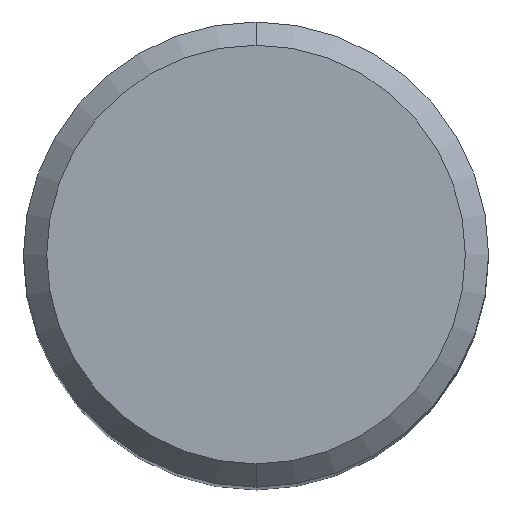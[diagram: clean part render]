
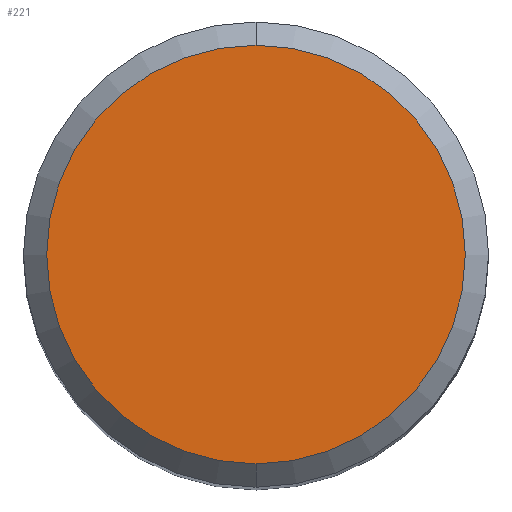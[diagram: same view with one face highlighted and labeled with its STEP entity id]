
A CAD part, top view. The second image highlights one B-rep face of the part: STEP entity #221.
In plain terms, the highlighted planar face has unit normal (0, 0, 1).
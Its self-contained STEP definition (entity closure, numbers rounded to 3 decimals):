
#115=VERTEX_POINT('',#269);
#153=VERTEX_POINT('',#308);
#165=EDGE_CURVE('',#153,#115,#324,.T.);
#179=EDGE_CURVE('',#115,#153,#339,.T.);
#221=ADVANCED_FACE('',(#387),#388,.T.);
#269=CARTESIAN_POINT('',(0.,-5.4,0.));
#308=CARTESIAN_POINT('',(0.0,5.4,0.));
#324=CIRCLE('',#508,5.4);
#339=CIRCLE('',#527,5.4);
#387=FACE_OUTER_BOUND('',#588,.T.);
#388=PLANE('',#589);
#508=AXIS2_PLACEMENT_3D('',#691,#692,#693);
#527=AXIS2_PLACEMENT_3D('',#706,#707,#708);
#588=EDGE_LOOP('',(#774,#775));
#589=AXIS2_PLACEMENT_3D('',#776,#777,#778);
#691=CARTESIAN_POINT('',(0.0,0.0,0.));
#692=DIRECTION('',(0.0,0.0,-1.0));
#693=DIRECTION('',(0.0,1.0,0.0));
#706=CARTESIAN_POINT('',(0.0,0.0,0.));
#707=DIRECTION('',(0.0,0.0,-1.0));
#708=DIRECTION('',(0.0,1.0,0.0));
#774=ORIENTED_EDGE('',*,*,#165,.F.);
#775=ORIENTED_EDGE('',*,*,#179,.F.);
#776=CARTESIAN_POINT('',(0.0,2.7,0.));
#777=DIRECTION('',(-0.0,0.0,1.0));
#778=DIRECTION('',(0.0,-1.0,0.0));
